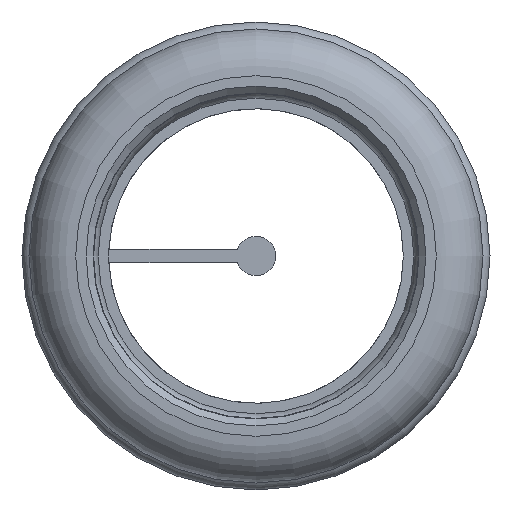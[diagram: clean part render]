
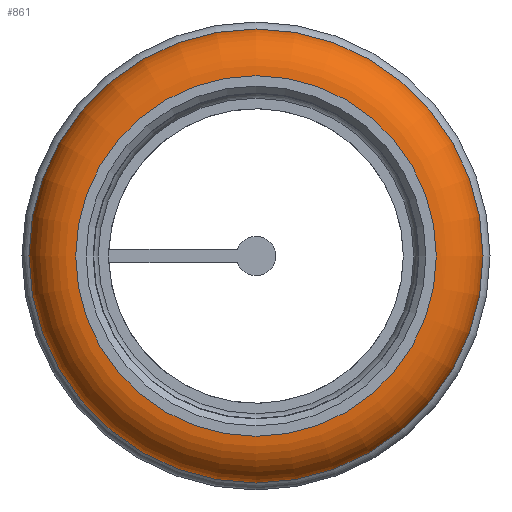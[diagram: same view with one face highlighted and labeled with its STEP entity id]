
A CAD part, left-side view. The second image highlights one B-rep face of the part: STEP entity #861.
In plain terms, the highlighted toroidal (fillet/blend) face has major radius 10.4 mm and minor radius 2.7 mm.
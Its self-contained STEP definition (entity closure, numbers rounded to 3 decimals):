
#131=FACE_BOUND($,#303,.T.);
#216=FACE_OUTER_BOUND($,#302,.T.);
#302=EDGE_LOOP($,(#713));
#303=EDGE_LOOP($,(#714));
#425=CIRCLE($,#972,12.612);
#426=CIRCLE($,#974,10.4);
#505=VERTEX_POINT($,#1531);
#506=VERTEX_POINT($,#1534);
#590=EDGE_CURVE($,#505,#505,#425,.T.);
#591=EDGE_CURVE($,#506,#506,#426,.T.);
#713=ORIENTED_EDGE($,*,*,#591,.F.);
#714=ORIENTED_EDGE($,*,*,#590,.T.);
#811=TOROIDAL_SURFACE($,#973,10.4,2.7);
#861=ADVANCED_FACE($,(#216,#131),#811,.T.);
#972=AXIS2_PLACEMENT_3D($,#1532,#1198,#1199);
#973=AXIS2_PLACEMENT_3D($,#1533,#1200,#1201);
#974=AXIS2_PLACEMENT_3D($,#1535,#1202,#1203);
#1198=DIRECTION('center_axis',(-1.,0.,0.));
#1199=DIRECTION('ref_axis',(0.,0.,1.));
#1200=DIRECTION('center_axis',(-1.,0.,0.));
#1201=DIRECTION('ref_axis',(0.,0.,1.));
#1202=DIRECTION('center_axis',(-1.,0.,0.));
#1203=DIRECTION('ref_axis',(0.,0.,1.));
#1531=CARTESIAN_POINT('',(4.249,0.,12.612));
#1532=CARTESIAN_POINT('Origin',(4.249,0.,0.));
#1533=CARTESIAN_POINT('Origin',(2.7,0.,0.));
#1534=CARTESIAN_POINT('',(0.,0.,10.4));
#1535=CARTESIAN_POINT('Origin',(0.,0.,0.));
